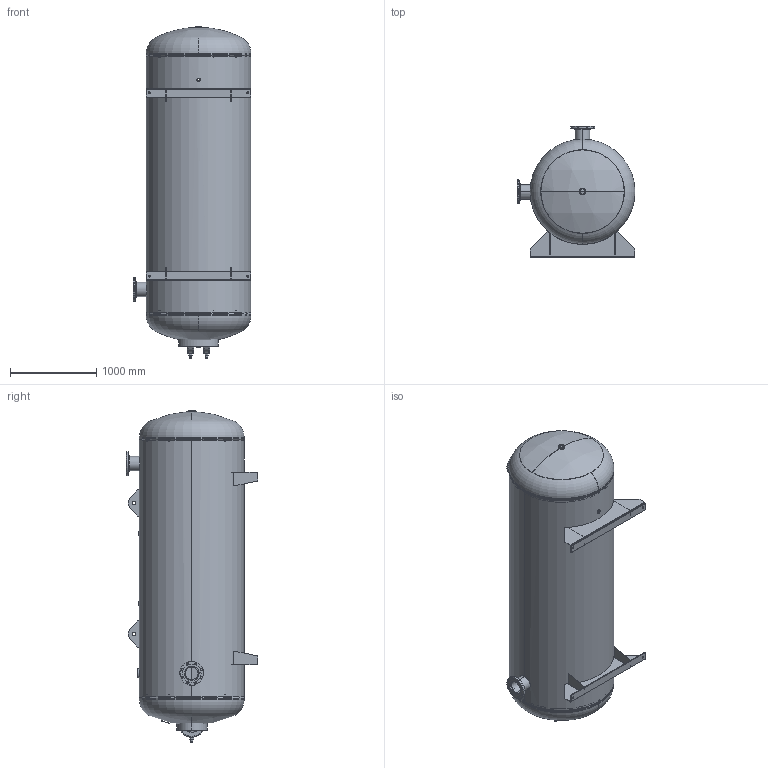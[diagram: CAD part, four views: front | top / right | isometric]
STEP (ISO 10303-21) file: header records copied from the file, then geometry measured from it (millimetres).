
FILE_DESCRIPTION (( 'STEP AP214' ), '1' );
FILE_NAME ('302493.STEP', '2024-04-02T21:29:00', ( '' ), ( '' ), 'SwSTEP 2.0', 'SolidWorks 2022', '' );
FILE_SCHEMA (( 'AUTOMOTIVE_DESIGN' ));
Length unit declared in the file: inch
Products named in the file (25): A98942; F10565_6.00-150; A72305 NUT; A99220; PHOENIX RAD FLANGE_100P705-7R; PHOENIX FLAT FLANGE_0750; A84388; A72305; HEAD_48X250JOG; 302493-SL; A99174; CPLG_3000H3K; A99175; A84390.48; A72305 LID; A72305 CRAB; PHOENIX FLAT FLANGE_2000O-RING; A99176; NP-VER_48; A72305 BOLT; A72305 RING; PHOENIX FLAT FLANGE_0250P391; 302493; A72305 HANDLE
Assembly tree (33 placements, depth 4):
  302493
    302493-SL
    HEAD_48X250JOG  x2
    CPLG_3000H3K
    PHOENIX FLAT FLANGE_0250P391
    PHOENIX RAD FLANGE_100P705-7R
    A99220  x2
      A98942
      F10565_6.00-150
    A84390.48  x2
    PHOENIX FLAT FLANGE_2000O-RING
    PHOENIX FLAT FLANGE_0750
    A72305
      A72305 RING
      A72305 LID
        A72305 LID
        A72305 HANDLE
      A72305 CRAB  x2
      A72305 BOLT  x2
      A72305 NUT  x2
    A99174  x2
      A99175
      A99176
    A84388  x2
    NP-VER_48
Bounding box: 1371.6 x 1528.76 x 3860.45 mm (x, y, z)
Volume: 109075224.1 mm3; surface area: 33676008.6 mm2
Topology: 32 solids, 32 shells, 551 faces, 1312 edges, 840 vertices
Faces by surface type: plane 210, cylinder 207, torus 90, bspline 36, sphere 8
Entity records: 19099 total; most frequent: CARTESIAN_POINT 9307, DIRECTION 1841, ORIENTED_EDGE 1766, EDGE_CURVE 883, AXIS2_PLACEMENT_3D 748, VERTEX_POINT 564, EDGE_LOOP 445, CIRCLE 374
